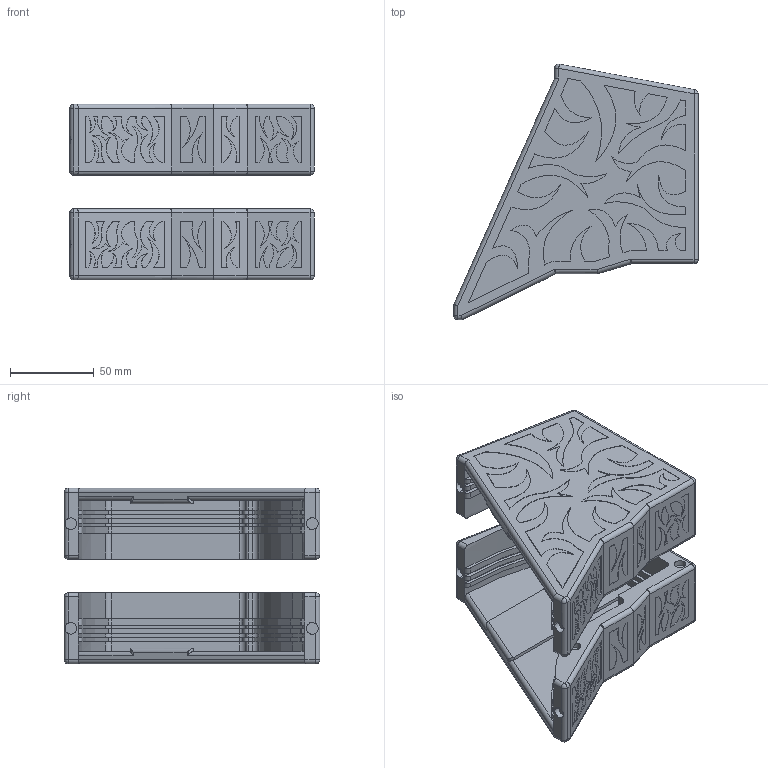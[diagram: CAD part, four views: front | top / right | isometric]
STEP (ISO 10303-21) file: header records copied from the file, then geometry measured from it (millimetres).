
FILE_DESCRIPTION (( 'STEP AP214' ), '1' );
FILE_NAME ('BottomHalf.STEP', '2025-05-04T21:21:28', ( '' ), ( '' ), 'SwSTEP 2.0', 'SolidWorks 2018', '' );
FILE_SCHEMA (( 'AUTOMOTIVE_DESIGN' ));
Length unit declared in the file: centimetre
Products named in the file (1): BottomHalf
Bounding box: 145.85 x 152.52 x 105 mm (x, y, z)
Volume: 465713.5 mm3; surface area: 116182.6 mm2
Topology: 2 solids, 2 shells, 782 faces, 2200 edges, 1420 vertices
Faces by surface type: plane 296, bspline 276, cylinder 186, sphere 16, torus 8
Entity records: 25493 total; most frequent: CARTESIAN_POINT 7175, ORIENTED_EDGE 4352, DIRECTION 2926, EDGE_CURVE 2176, VERTEX_POINT 1416, LINE 1248, VECTOR 1248, AXIS2_PLACEMENT_3D 839
